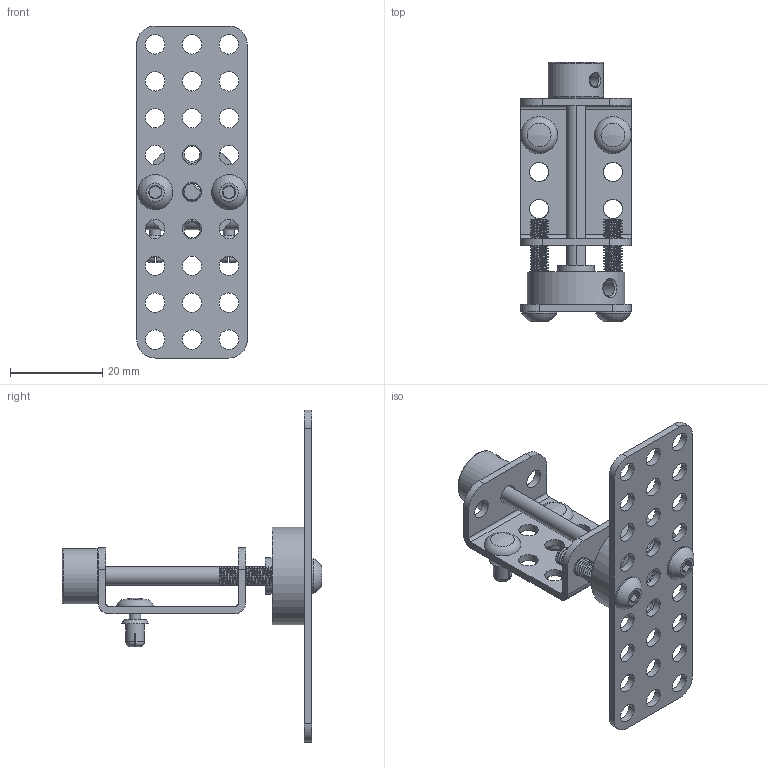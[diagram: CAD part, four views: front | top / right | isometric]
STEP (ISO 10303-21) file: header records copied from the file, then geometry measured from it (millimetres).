
FILE_DESCRIPTION( ( '' ), ' ' );
FILE_NAME( '5e2f03dd217f9614a9e39cb0.step', '2020-01-27T15:38:06', ( '' ), ( '' ), ' ', ' ', ' ' );
FILE_SCHEMA( ( 'AUTOMOTIVE_DESIGN { 1 0 10303 214 1 1 1 1 }' ) );
Length unit declared in the file: metre
Products named in the file (9): BB *Step 10 <1>; 2802-0004-0020; 04-0309 3x9 Gusset Plate; 08-0007 4mm Axle Hub; 10-0052 52mm D-Shaft; 05-0303 3x3 Flanged Plate; 08-0019 4mm Axle Collar; Assem1; 11-6001 Quick Connect - Short
Assembly tree (10 placements, depth 3):
  Assem1
    11-6001 Quick Connect - Short  x2
    BB *Step 10 <1>
      2802-0004-0020  x2
      04-0309 3x9 Gusset Plate
      08-0007 4mm Axle Hub
      10-0052 52mm D-Shaft
      05-0303 3x3 Flanged Plate
      08-0019 4mm Axle Collar
Bounding box: 24 x 56.3 x 72 mm (x, y, z)
Volume: 8122.5 mm3; surface area: 10875.2 mm2
Topology: 9 solids, 9 shells, 234 faces, 954 edges, 755 vertices
Faces by surface type: plane 90, cylinder 82, cone 28, torus 14, sphere 14, bspline 6
Full cylindrical faces by diameter (mm): 2.45 x4, 2.55 x4, 2.8 x1, 3.4 x4, 3.45 x1, 4 x3, 4.05 x1, 4.2 x42, 7.6 x2, 7.95 x1, 12 x1, 21.1 x1
Entity records: 22195 total; most frequent: CARTESIAN_POINT 16235, ORIENTED_EDGE 1152, EDGE_CURVE 576, VERTEX_POINT 507, DIRECTION 465, B_SPLINE_CURVE_WITH_KNOTS 445, EDGE_LOOP 360, FACE_OUTER_BOUND 238
